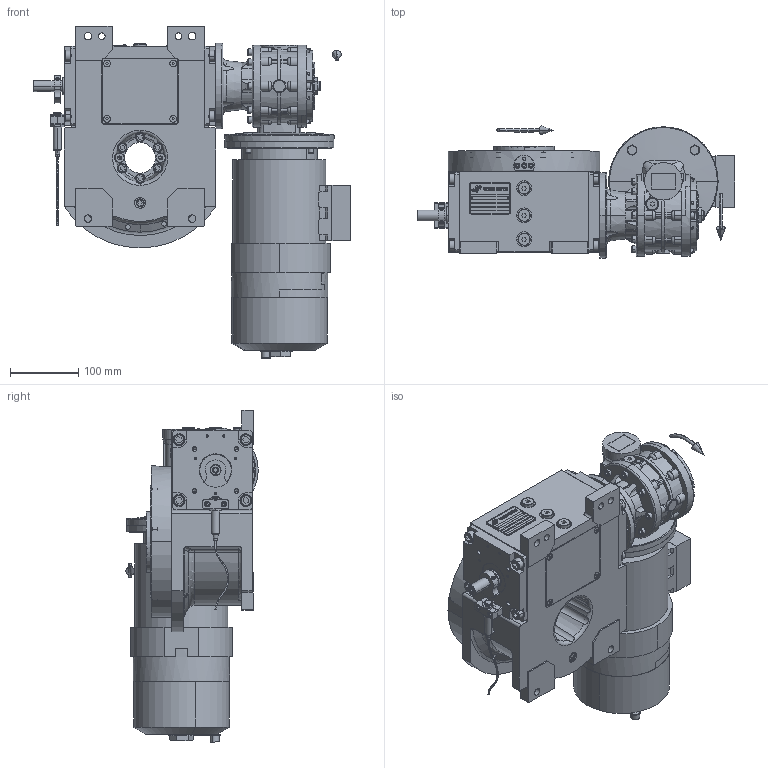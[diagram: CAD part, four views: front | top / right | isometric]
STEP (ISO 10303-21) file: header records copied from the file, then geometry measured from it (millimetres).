
FILE_DESCRIPTION (( 'STEP AP203' ), '1' );
FILE_NAME ('PC5201718.step', '2025-12-02T15:06:38', ( '' ), ( '' ), 'SwSTEP 2.0', 'SolidWorks 2020', '' );
FILE_SCHEMA (( 'CONFIG_CONTROL_DESIGN' ));
Length unit declared in the file: millimetre
Products named in the file (86): 900_38_11_06_4; CFN2000_01_185.stp; cfn2000_01_124; CFN2104_02_017.stp; cfn2000_01_103; RIG06_021_AF0.stp; rig06_016; cfn2000_01_126; CFN2223_01-570X6-B.stp; rig06_017; cfn2003_01_054; cfn2158_01_010; cfn2077_01_018; AS_rig06_016; AS_rig06_004; cfn2158_01_011; rig06_004_s_001; olio_agip_blasia_150; PC5201718; rig06_002_bl_001; cfn2151_01_109; cfn2128_04_004; rig06_005_n_01; cfn2010_01_015.prt; rig06_004; AS_rig06_017; AS_cfn2476_01_002_60x46; cfn2104_01_016; 900_38_30_003; cfn2128_19_002; cfn2155_01_303; cfn2115_02_165; cfn2000_01_161; CFN2010_01_012.stp; cfn2151_01_090; cfn2151_01_290; rig06_001_a; AS_rig06_004_s_001; cfn2205_01_013; cfn2107_01_001 ...
Assembly tree (79 placements, depth 5):
  CFN2223_01-570X6-B.stp
  cfn2158_01_010
  cfn2077_01_018
  olio_agip_blasia_150
  PC5201718
    rig06_001_a
    AS_cfn2476_01_002_60x46
      cfn2476_01_002_60x46
      cfn2107_01_001
      cfn2107_01_001
    AS_rig06_071_8_m
      rig06_071_08_m_asm.stp
        RIG06_005_ASM.stp
          RIG06_021_AF0.stp
          CFN2000_01_185.stp
          CFN2000_01_185.stp
          CFN2104_02_017.stp
        CFN2010_02_002.stp
      rig06_005_n_01
      rig06_003_8
      cfn2104_01_016  x2
      cfn2000_01_124
      cfn2000_01_124  x6
      cfn2000_01_124
      cfn2000_01_124
      cfn2000_01_124
      cfn2155_01_303
    AS_rig06_017
      rig06_017
      cfn2158_01_011
      cfn2000_01_126
      cfn2000_01_126
      cfn2000_01_126
      cfn2000_01_126
      cfn2000_01_126
      cfn2000_01_126
    AS_rig06_004_s_001
      rig06_004_s_001
      cfn2070_05_005
      cfn2000_01_103
      cfn2000_01_103
      cfn2000_01_103
      cfn2000_01_103
      cfn2155_01_056
    AS_rig06_004
      rig06_004
      cfn2070_05_005
      cfn2000_01_103
      cfn2000_01_103
      cfn2000_01_103
      cfn2000_01_103
      cfn2155_01_056
    AS_rig06_002_bl_001
      rig06_002_bl_001
      cfn2115_01_005
    cfn2128_04_004
    cfn2128_04_004
    cfn2128_04_004
    cfn2128_19_002
    AS_rig06_016
Bounding box: 465 x 194 x 486.18 mm (x, y, z)
Volume: 8132053.5 mm3; surface area: 1224705.5 mm2
Topology: 69 solids, 71 shells, 3730 faces, 9501 edges, 6089 vertices
Faces by surface type: plane 1712, cylinder 1223, cone 591, torus 176, bspline 22, sphere 6
Entity records: 134422 total; most frequent: CARTESIAN_POINT 38460, ORIENTED_EDGE 18134, DIRECTION 18087, EDGE_CURVE 9069, AXIS2_PLACEMENT_3D 6574, VERTEX_POINT 5884, VECTOR 4939, LINE 4939
